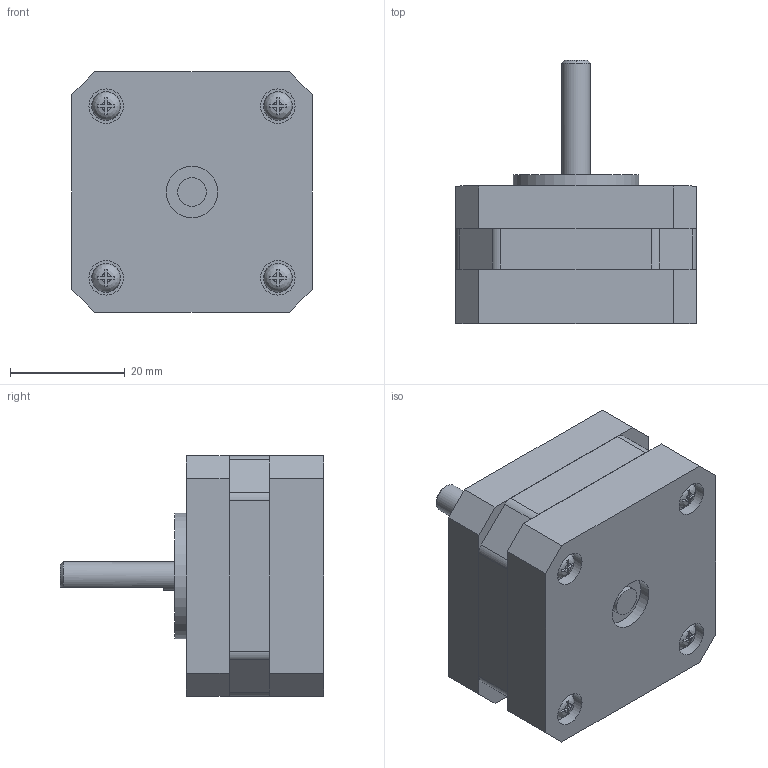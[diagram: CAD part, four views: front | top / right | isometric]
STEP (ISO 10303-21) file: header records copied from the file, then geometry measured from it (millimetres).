
FILE_DESCRIPTION(/* description */ (''),/* implementation_level */ '2;1');
FILE_NAME(/* name */ 'NEMA 17 Stepper 24mm.step',/* time_stamp */ '2020-09-01T16:26:22+02:00',/* author */ (''),/* organization */ (''),/* preprocessor_version */ 'ST-DEVELOPER v18.1',/* originating_system */ 'Autodesk Translation Framework v9.3.0.1241',/* authorisation */ '');
FILE_SCHEMA (('AUTOMOTIVE_DESIGN { 1 0 10303 214 3 1 1 }'));
Length unit declared in the file: millimetre
Products named in the file (1): NEMA 17 Stepper 24mm
Bounding box: 42 x 46 x 42 mm (x, y, z)
Volume: 41742.5 mm3; surface area: 15643.7 mm2
Topology: 5 solids, 5 shells, 141 faces, 349 edges, 232 vertices
Faces by surface type: plane 114, cylinder 21, bspline 4, cone 2
Full cylindrical faces by diameter (mm): 3 x4, 5 x2, 6 x4, 9 x1, 10 x1, 22 x1
Entity records: 4445 total; most frequent: CARTESIAN_POINT 1095, ORIENTED_EDGE 698, DIRECTION 633, EDGE_CURVE 349, VERTEX_POINT 232, LINE 225, VECTOR 225, AXIS2_PLACEMENT_3D 204
